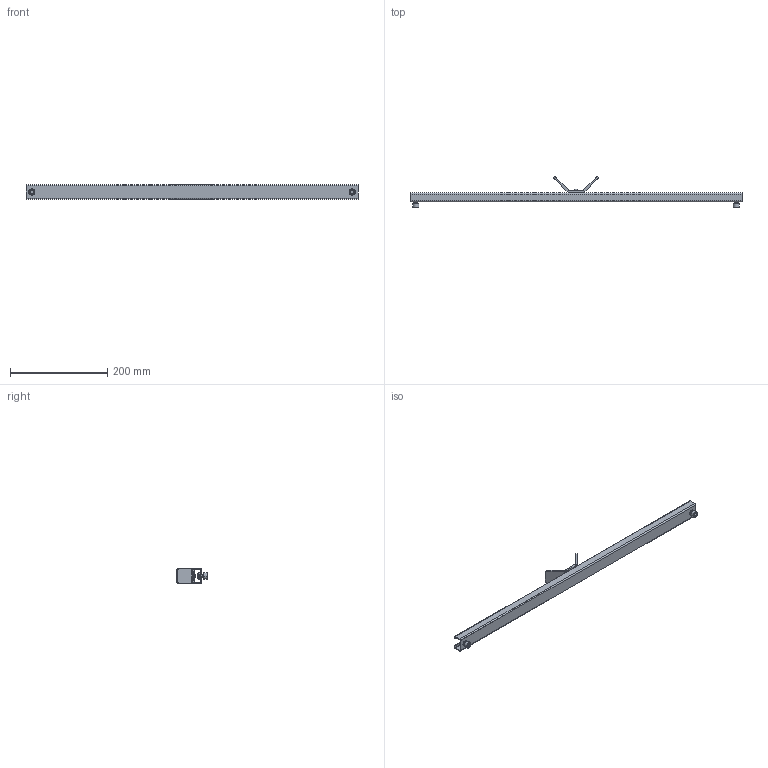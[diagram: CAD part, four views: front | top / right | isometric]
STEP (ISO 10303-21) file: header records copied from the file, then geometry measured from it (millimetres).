
FILE_DESCRIPTION (( 'STEP AP214' ), '1' );
FILE_NAME ('700 Pole mounting kit.STEP', '2015-05-07T10:24:53', ( '' ), ( '' ), 'SwSTEP 2.0', 'SolidWorks 2014', '' );
FILE_SCHEMA (( 'AUTOMOTIVE_DESIGN' ));
Length unit declared in the file: millimetre
Products named in the file (7): 700 Pole mounting kit; M8x12 DIN 911 screw_92290A416; 700pole kit rail 061096; KVT_S_M8_2; rivet; brecket2 for pole kit; brecket1 for pole kit
Assembly tree (8 placements, depth 2):
  700 Pole mounting kit
    brecket1 for pole kit
    brecket2 for pole kit
    rivet
    KVT_S_M8_2  x2
    700pole kit rail 061096
    M8x12 DIN 911 screw_92290A416  x2
Bounding box: 684 x 63.78 x 30 mm (x, y, z)
Volume: 94536.8 mm3; surface area: 115459.3 mm2
Topology: 8 solids, 8 shells, 254 faces, 622 edges, 394 vertices
Faces by surface type: cylinder 132, plane 72, cone 42, sphere 4, bspline 4
Entity records: 6318 total; most frequent: CARTESIAN_POINT 2196, ORIENTED_EDGE 824, DIRECTION 796, EDGE_CURVE 412, AXIS2_PLACEMENT_3D 298, VERTEX_POINT 262, LINE 200, VECTOR 200
